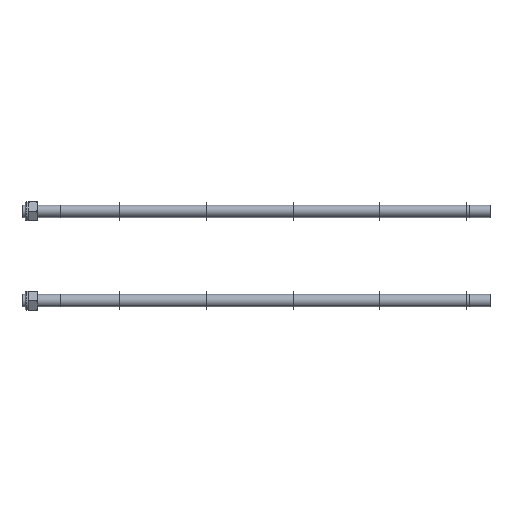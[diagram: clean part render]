
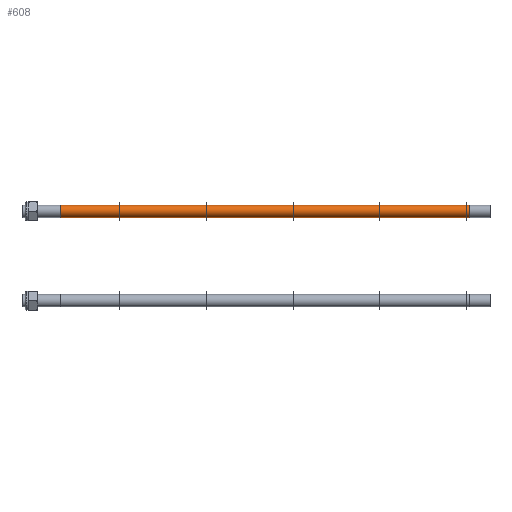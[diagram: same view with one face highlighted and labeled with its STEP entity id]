
A CAD part, left-side view. The second image highlights one B-rep face of the part: STEP entity #608.
In plain terms, the highlighted cylindrical face has radius 4 mm (diameter 8 mm), a full revolution.
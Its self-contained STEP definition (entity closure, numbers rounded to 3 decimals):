
#220=ORIENTED_EDGE('',*,*,#258,.F.);
#221=ORIENTED_EDGE('',*,*,#260,.F.);
#258=EDGE_CURVE('',#289,#289,#308,.T.);
#260=EDGE_CURVE('',#291,#291,#310,.T.);
#289=VERTEX_POINT('',#1382);
#291=VERTEX_POINT('',#1387);
#308=CIRCLE('',#669,4.);
#310=CIRCLE('',#672,4.);
#353=EDGE_LOOP('',(#220));
#354=EDGE_LOOP('',(#221));
#399=FACE_BOUND('',#353,.T.);
#400=FACE_BOUND('',#354,.T.);
#411=CYLINDRICAL_SURFACE('',#673,4.);
#608=ADVANCED_FACE('',(#399,#400),#411,.T.);
#669=AXIS2_PLACEMENT_3D('',#1381,#787,#788);
#672=AXIS2_PLACEMENT_3D('',#1386,#793,#794);
#673=AXIS2_PLACEMENT_3D('',#1388,#795,#796);
#787=DIRECTION('',(0.,0.,1.));
#788=DIRECTION('',(-1.,0.,0.));
#793=DIRECTION('',(0.,0.,-1.));
#794=DIRECTION('',(-1.,0.,0.));
#795=DIRECTION('',(0.,0.,-1.));
#796=DIRECTION('',(-1.,0.,0.));
#1381=CARTESIAN_POINT('',(0.,0.,288.5));
#1382=CARTESIAN_POINT('',(-4.,0.,288.5));
#1386=CARTESIAN_POINT('',(0.,0.,25.));
#1387=CARTESIAN_POINT('',(-4.,0.,25.));
#1388=CARTESIAN_POINT('',(0.,0.,302.));
